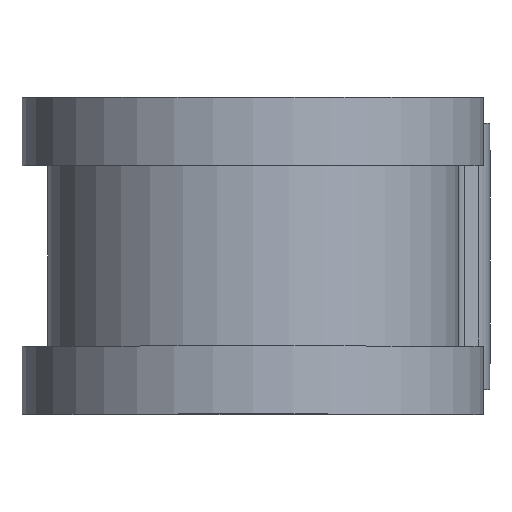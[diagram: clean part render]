
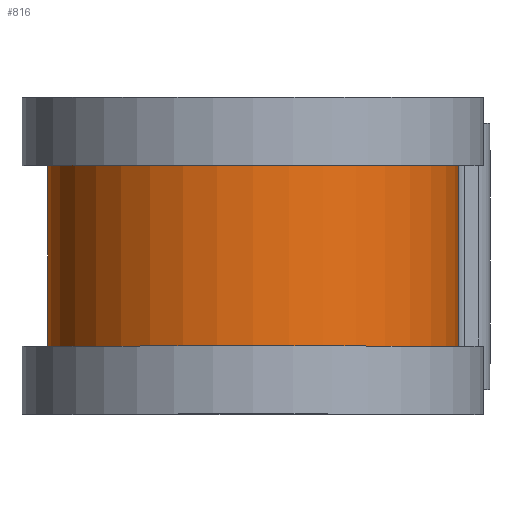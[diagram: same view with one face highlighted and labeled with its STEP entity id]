
A CAD part, top view. The second image highlights one B-rep face of the part: STEP entity #816.
In plain terms, the highlighted cylindrical face has radius 12.268 mm (diameter 24.536 mm), a partial arc.
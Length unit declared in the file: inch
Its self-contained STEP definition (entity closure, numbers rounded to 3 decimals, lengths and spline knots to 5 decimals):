
#9 = EDGE_LOOP ( 'NONE', ( #298, #187, #1460, #1575 ) ) ;
#25 = VERTEX_POINT ( 'NONE', #687 ) ;
#64 = DIRECTION ( 'NONE',  ( 0., -1., 0. ) ) ;
#187 = ORIENTED_EDGE ( 'NONE', *, *, #1191, .T. ) ;
#250 = CIRCLE ( 'NONE', #1267, 0.483 ) ;
#298 = ORIENTED_EDGE ( 'NONE', *, *, #306, .F. ) ;
#306 = EDGE_CURVE ( 'NONE', #720, #1103, #1202, .T. ) ;
#416 = VECTOR ( 'NONE', #1203, 39.37008 ) ;
#543 = AXIS2_PLACEMENT_3D ( 'NONE', #701, #64, #728 ) ;
#653 = EDGE_CURVE ( 'NONE', #1058, #25, #881, .T. ) ;
#687 = CARTESIAN_POINT ( 'NONE',  ( 0., -0.2125, -0.483 ) ) ;
#701 = CARTESIAN_POINT ( 'NONE',  ( 0., 0.2125, 0. ) ) ;
#720 = VERTEX_POINT ( 'NONE', #1557 ) ;
#728 = DIRECTION ( 'NONE',  ( 0., 0., -1. ) ) ;
#761 = CARTESIAN_POINT ( 'NONE',  ( 0., -0.2125, 0. ) ) ;
#816 = ADVANCED_FACE ( 'NONE', ( #1437 ), #1439, .T. ) ;
#876 = VECTOR ( 'NONE', #1359, 39.37008 ) ;
#881 = LINE ( 'NONE', #1177, #876 ) ;
#927 = AXIS2_PLACEMENT_3D ( 'NONE', #1312, #1475, #1222 ) ;
#931 = DIRECTION ( 'NONE',  ( 0., 0., -1. ) ) ;
#1058 = VERTEX_POINT ( 'NONE', #1363 ) ;
#1103 = VERTEX_POINT ( 'NONE', #1607 ) ;
#1177 = CARTESIAN_POINT ( 'NONE',  ( 0., 0.3125, -0.483 ) ) ;
#1191 = EDGE_CURVE ( 'NONE', #720, #1058, #1263, .T. ) ;
#1202 = LINE ( 'NONE', #1580, #416 ) ;
#1203 = DIRECTION ( 'NONE',  ( 0., -1., 0. ) ) ;
#1222 = DIRECTION ( 'NONE',  ( 0., 0., -1. ) ) ;
#1263 = CIRCLE ( 'NONE', #543, 0.483 ) ;
#1267 = AXIS2_PLACEMENT_3D ( 'NONE', #761, #1702, #931 ) ;
#1312 = CARTESIAN_POINT ( 'NONE',  ( 0., 0.3125, 0. ) ) ;
#1359 = DIRECTION ( 'NONE',  ( 0., -1., 0. ) ) ;
#1363 = CARTESIAN_POINT ( 'NONE',  ( 0., 0.2125, -0.483 ) ) ;
#1437 = FACE_OUTER_BOUND ( 'NONE', #9, .T. ) ;
#1439 = CYLINDRICAL_SURFACE ( 'NONE', #927, 0.483 ) ;
#1460 = ORIENTED_EDGE ( 'NONE', *, *, #653, .T. ) ;
#1475 = DIRECTION ( 'NONE',  ( 0., -1., 0. ) ) ;
#1557 = CARTESIAN_POINT ( 'NONE',  ( 0.483, 0.2125, 0. ) ) ;
#1575 = ORIENTED_EDGE ( 'NONE', *, *, #1610, .F. ) ;
#1580 = CARTESIAN_POINT ( 'NONE',  ( 0.483, 0.3125, 0. ) ) ;
#1607 = CARTESIAN_POINT ( 'NONE',  ( 0.483, -0.2125, 0. ) ) ;
#1610 = EDGE_CURVE ( 'NONE', #1103, #25, #250, .T. ) ;
#1702 = DIRECTION ( 'NONE',  ( 0., -1., 0. ) ) ;
